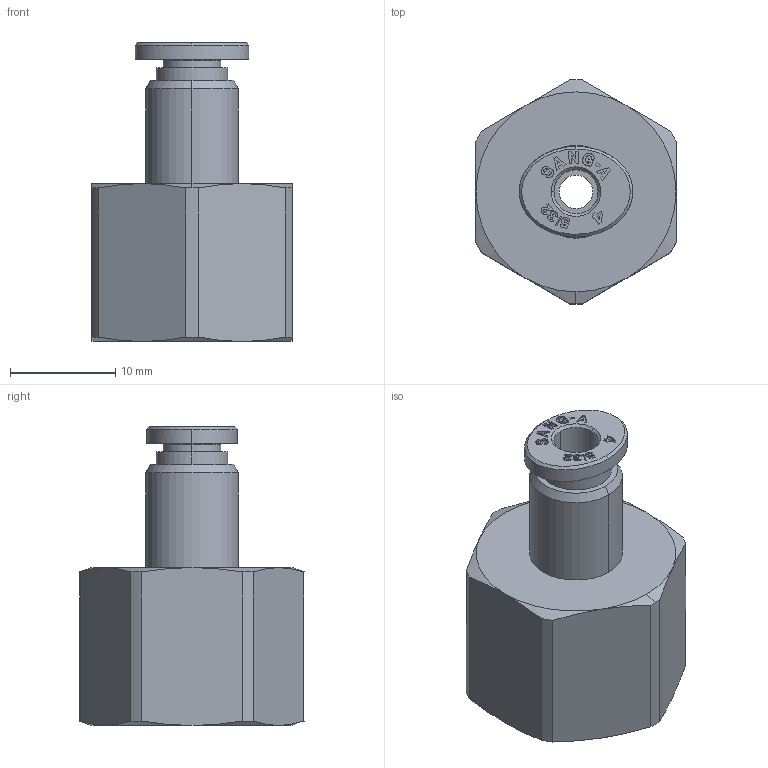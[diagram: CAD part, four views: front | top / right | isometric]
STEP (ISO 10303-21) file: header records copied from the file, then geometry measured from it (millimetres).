
FILE_DESCRIPTION (( 'STEP AP214' ), '1' );
FILE_NAME ('PCF04-G03.stp', '2015-09-17T10:24:43', ( '' ), ( '' ), 'SwSTEP 2.0', 'SolidWorks 2015', '' );
FILE_SCHEMA (( 'AUTOMOTIVE_DESIGN' ));
Length unit declared in the file: millimetre
Products named in the file (2): PCF04-G03; ｦ+ﾃｦ1
Assembly tree (1 placements, depth 2):
  PCF04-G03
    ｦ+ﾃｦ1
Bounding box: 19 x 21.3 x 28.4 mm (x, y, z)
Volume: 3039.8 mm3; surface area: 2761.4 mm2
Topology: 1 solids, 1 shells, 416 faces, 1166 edges, 772 vertices
Faces by surface type: plane 340, bspline 30, cone 23, cylinder 23
Entity records: 14529 total; most frequent: CARTESIAN_POINT 3519, ORIENTED_EDGE 2332, DIRECTION 1924, EDGE_CURVE 1166, LINE 992, VECTOR 992, VERTEX_POINT 772, AXIS2_PLACEMENT_3D 466
